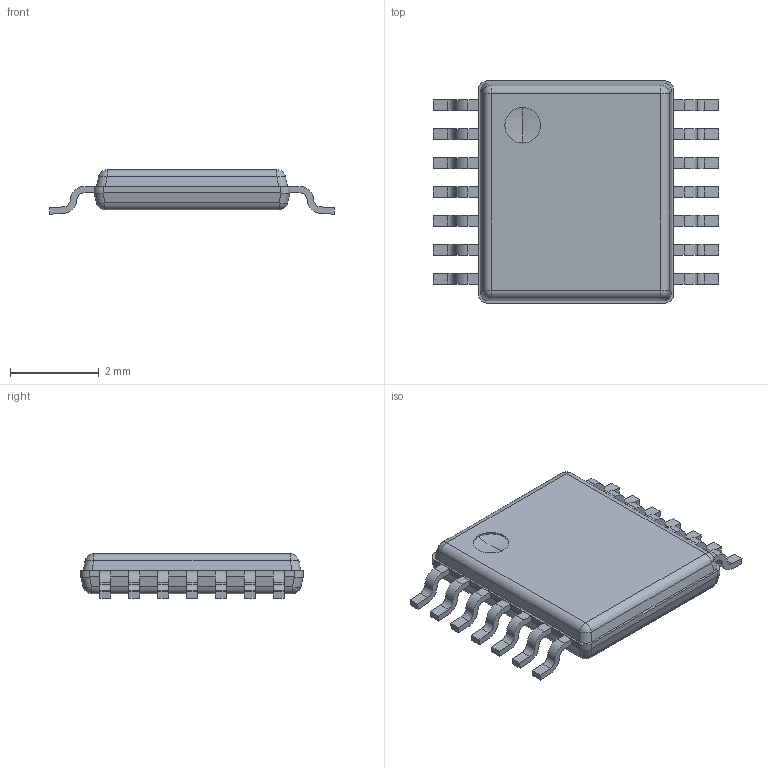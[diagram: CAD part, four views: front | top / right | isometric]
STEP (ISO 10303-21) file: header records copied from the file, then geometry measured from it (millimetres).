
FILE_DESCRIPTION(('FreeCAD Model'),'2;1');
FILE_NAME('TDC7200.stp', '2016-05-20T20:39:24',('Author'),(''), 'Open CASCADE STEP processor 6.8','FreeCAD','Unknown');
FILE_SCHEMA(('AUTOMOTIVE_DESIGN_CC2 { 1 2 10303 214 -1 1 5 4 }'));
Length unit declared in the file: millimetre
Products named in the file (16): ASSEMBLY; LEAD_MTC027; BODY_MTC14; LEAD_MTC14; LEAD_MTC015; LEAD_MTC016; LEAD_MTC017; LEAD_MTC018; LEAD_MTC019; LEAD_MTC020; LEAD_MTC021; LEAD_MTC022; LEAD_MTC023; LEAD_MTC024; LEAD_MTC025; LEAD_MTC026
Assembly tree (15 placements, depth 2):
  ASSEMBLY
    LEAD_MTC027
    BODY_MTC14
    LEAD_MTC14
    LEAD_MTC015
    LEAD_MTC016
    LEAD_MTC017
    LEAD_MTC018
    LEAD_MTC019
    LEAD_MTC020
    LEAD_MTC021
    LEAD_MTC022
    LEAD_MTC023
    LEAD_MTC024
    LEAD_MTC025
    LEAD_MTC026
Bounding box: 6.42 x 5 x 1 mm (x, y, z)
Volume: 19.3 mm3; surface area: 70.6 mm2
Topology: 15 solids, 15 shells, 243 faces, 611 edges, 397 vertices
Faces by surface type: plane 155, cylinder 78, sphere 10
Entity records: 24182 total; most frequent: CARTESIAN_POINT 12088, DIRECTION 2048, ORIENTED_EDGE 1216, PCURVE 1216, DEFINITIONAL_REPRESENTATION 1216, LINE 1182, VECTOR 1182, EDGE_CURVE 608
